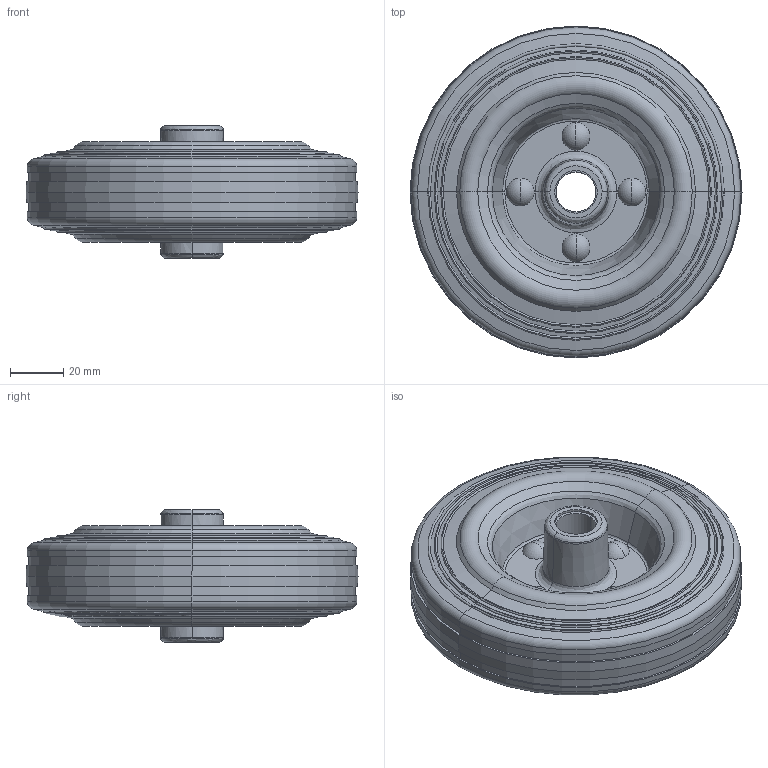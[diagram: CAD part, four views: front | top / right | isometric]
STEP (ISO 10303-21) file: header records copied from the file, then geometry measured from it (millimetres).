
FILE_DESCRIPTION (( 'STEP AP214' ), '1' );
FILE_NAME ('0013161.step', '2022-05-12T07:31:44', ( '' ), ( '' ), 'SwSTEP 2.0', 'SolidWorks 2020', '' );
FILE_SCHEMA (( 'AUTOMOTIVE_DESIGN' ));
Length unit declared in the file: millimetre
Products named in the file (1): 0013161
Bounding box: 125 x 125 x 50 mm (x, y, z)
Volume: 302218.9 mm3; surface area: 74670.1 mm2
Topology: 8 solids, 8 shells, 240 faces, 526 edges, 300 vertices
Faces by surface type: cone 78, torus 58, bspline 42, cylinder 40, plane 22
Entity records: 10631 total; most frequent: CARTESIAN_POINT 2707, DIRECTION 1186, ORIENTED_EDGE 1020, AXIS2_PLACEMENT_3D 535, EDGE_CURVE 510, CIRCLE 336, VERTEX_POINT 300, EDGE_LOOP 278
